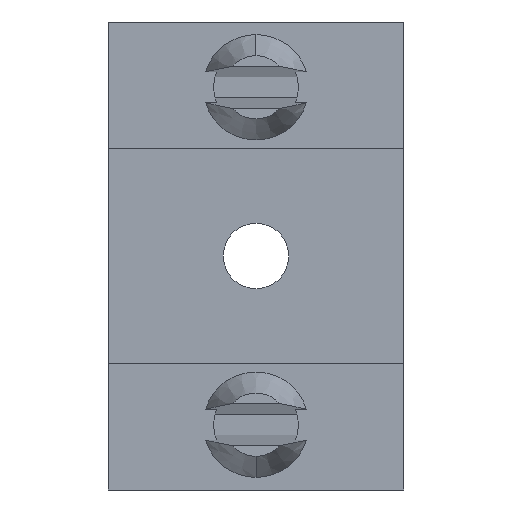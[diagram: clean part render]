
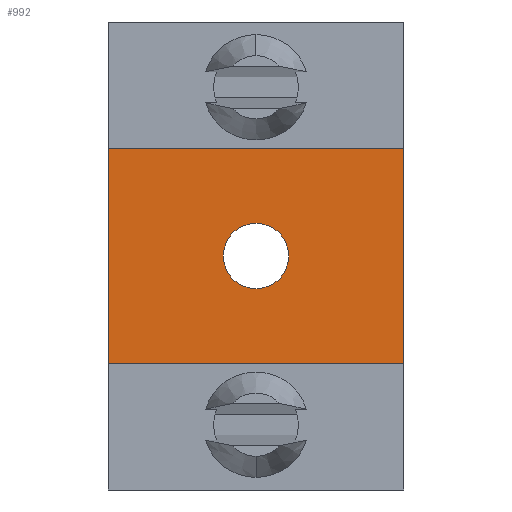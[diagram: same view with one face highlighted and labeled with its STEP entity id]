
A CAD part, front view. The second image highlights one B-rep face of the part: STEP entity #992.
In plain terms, the highlighted planar face has unit normal (0, -1, 0).
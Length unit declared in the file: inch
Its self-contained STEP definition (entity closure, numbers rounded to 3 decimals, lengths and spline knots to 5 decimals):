
#53 = CARTESIAN_POINT ( 'NONE',  ( 0., 0.1063, 0. ) ) ;
#126 = FACE_BOUND ( 'NONE', #1067, .T. ) ;
#150 = CARTESIAN_POINT ( 'NONE',  ( 0.1378, 0.1063, 0.10039 ) ) ;
#170 = LINE ( 'NONE', #452, #1251 ) ;
#185 = DIRECTION ( 'NONE',  ( 0., 0., 1. ) ) ;
#237 = VECTOR ( 'NONE', #1552, 39.37008 ) ;
#247 = CARTESIAN_POINT ( 'NONE',  ( 0., 0.1063, 0. ) ) ;
#304 = EDGE_CURVE ( 'NONE', #1506, #1029, #362, .T. ) ;
#327 = LINE ( 'NONE', #1662, #1038 ) ;
#328 = EDGE_LOOP ( 'NONE', ( #1130, #1318, #599, #1044 ) ) ;
#362 = CIRCLE ( 'NONE', #644, 0.03051 ) ;
#388 = DIRECTION ( 'NONE',  ( 0., 0., 1. ) ) ;
#394 = VERTEX_POINT ( 'NONE', #1102 ) ;
#452 = CARTESIAN_POINT ( 'NONE',  ( 0.1378, 0.1063, 0.10039 ) ) ;
#493 = AXIS2_PLACEMENT_3D ( 'NONE', #247, #1199, #388 ) ;
#529 = DIRECTION ( 'NONE',  ( 0., 0., 1. ) ) ;
#599 = ORIENTED_EDGE ( 'NONE', *, *, #1231, .F. ) ;
#605 = DIRECTION ( 'NONE',  ( 0., 0., -1. ) ) ;
#623 = DIRECTION ( 'NONE',  ( -1., 0., 0. ) ) ;
#644 = AXIS2_PLACEMENT_3D ( 'NONE', #53, #996, #185 ) ;
#660 = EDGE_CURVE ( 'NONE', #1707, #1729, #170, .T. ) ;
#664 = CARTESIAN_POINT ( 'NONE',  ( 0., 0.1063, 0.03051 ) ) ;
#666 = CARTESIAN_POINT ( 'NONE',  ( 0., 0.1063, -0.03051 ) ) ;
#692 = EDGE_CURVE ( 'NONE', #394, #1298, #1620, .T. ) ;
#699 = DIRECTION ( 'NONE',  ( 0., 0., -1. ) ) ;
#757 = CARTESIAN_POINT ( 'NONE',  ( 0.1378, 0.1063, -0.10039 ) ) ;
#827 = CARTESIAN_POINT ( 'NONE',  ( -0.1378, 0.1063, 0.10039 ) ) ;
#848 = AXIS2_PLACEMENT_3D ( 'NONE', #1059, #1330, #529 ) ;
#940 = LINE ( 'NONE', #827, #1600 ) ;
#987 = EDGE_CURVE ( 'NONE', #1029, #1506, #1557, .T. ) ;
#992 = ADVANCED_FACE ( 'NONE', ( #126, #1177 ), #1722, .F. ) ;
#996 = DIRECTION ( 'NONE',  ( 0., 1., 0. ) ) ;
#1029 = VERTEX_POINT ( 'NONE', #666 ) ;
#1038 = VECTOR ( 'NONE', #605, 39.37008 ) ;
#1044 = ORIENTED_EDGE ( 'NONE', *, *, #660, .T. ) ;
#1059 = CARTESIAN_POINT ( 'NONE',  ( 0.1378, 0.1063, 0.10039 ) ) ;
#1067 = EDGE_LOOP ( 'NONE', ( #1294, #1524 ) ) ;
#1102 = CARTESIAN_POINT ( 'NONE',  ( 0.1378, 0.1063, -0.10039 ) ) ;
#1130 = ORIENTED_EDGE ( 'NONE', *, *, #1703, .T. ) ;
#1177 = FACE_OUTER_BOUND ( 'NONE', #328, .T. ) ;
#1199 = DIRECTION ( 'NONE',  ( 0., 1., 0. ) ) ;
#1231 = EDGE_CURVE ( 'NONE', #1707, #394, #327, .T. ) ;
#1251 = VECTOR ( 'NONE', #623, 39.37008 ) ;
#1294 = ORIENTED_EDGE ( 'NONE', *, *, #304, .T. ) ;
#1298 = VERTEX_POINT ( 'NONE', #1548 ) ;
#1318 = ORIENTED_EDGE ( 'NONE', *, *, #692, .F. ) ;
#1330 = DIRECTION ( 'NONE',  ( 0., 1., 0. ) ) ;
#1497 = CARTESIAN_POINT ( 'NONE',  ( -0.1378, 0.1063, 0.10039 ) ) ;
#1506 = VERTEX_POINT ( 'NONE', #664 ) ;
#1524 = ORIENTED_EDGE ( 'NONE', *, *, #987, .T. ) ;
#1548 = CARTESIAN_POINT ( 'NONE',  ( -0.1378, 0.1063, -0.10039 ) ) ;
#1552 = DIRECTION ( 'NONE',  ( -1., 0., 0. ) ) ;
#1557 = CIRCLE ( 'NONE', #493, 0.03051 ) ;
#1600 = VECTOR ( 'NONE', #699, 39.37008 ) ;
#1620 = LINE ( 'NONE', #757, #237 ) ;
#1662 = CARTESIAN_POINT ( 'NONE',  ( 0.1378, 0.1063, 0.10039 ) ) ;
#1703 = EDGE_CURVE ( 'NONE', #1729, #1298, #940, .T. ) ;
#1707 = VERTEX_POINT ( 'NONE', #150 ) ;
#1722 = PLANE ( 'NONE',  #848 ) ;
#1729 = VERTEX_POINT ( 'NONE', #1497 ) ;
